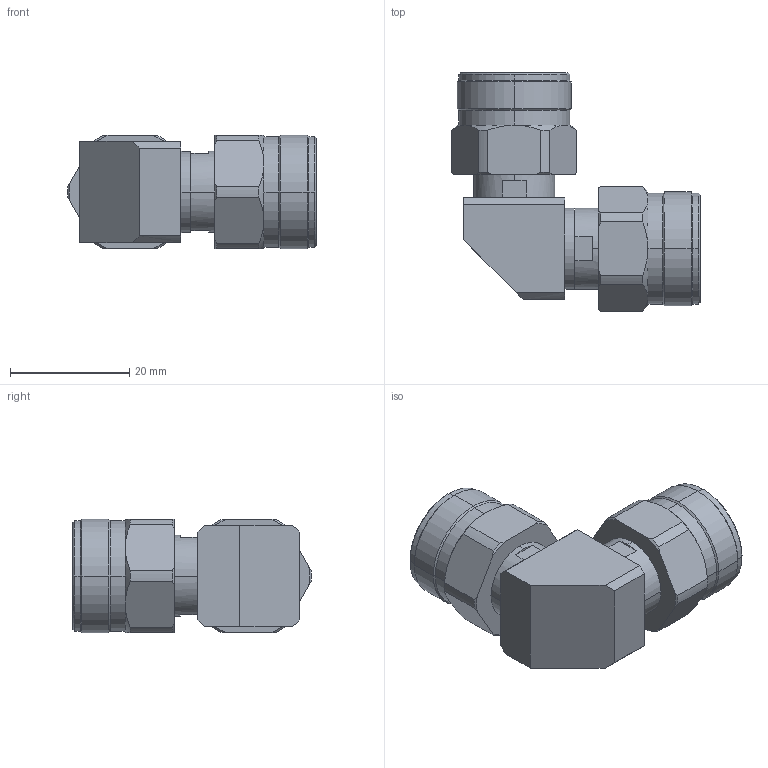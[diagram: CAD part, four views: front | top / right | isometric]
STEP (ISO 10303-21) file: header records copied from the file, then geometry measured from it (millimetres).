
FILE_DESCRIPTION (( 'STEP AP214' ), '1' );
FILE_NAME ('FMAD1574_3D.STEP', '2022-08-04T03:29:29', ( '' ), ( '' ), 'SwSTEP 2.0', 'SolidWorks 2021', '' );
FILE_SCHEMA (( 'AUTOMOTIVE_DESIGN' ));
Length unit declared in the file: millimetre
Products named in the file (3): FMAD1574_3D; Copy of ALS-N3N8-18-2--N3^FMAD1574; Copy of ALS-N3N8-18-3-RIGHT^FMAD1574
Assembly tree (3 placements, depth 2):
  FMAD1574_3D
    Copy of ALS-N3N8-18-3-RIGHT^FMAD1574
    Copy of ALS-N3N8-18-2--N3^FMAD1574  x2
Bounding box: 41.7 x 40 x 19.1 mm (x, y, z)
Volume: 12099.8 mm3; surface area: 7588.9 mm2
Topology: 3 solids, 3 shells, 223 faces, 516 edges, 318 vertices
Faces by surface type: cylinder 103, cone 70, plane 50
Entity records: 3549 total; most frequent: CARTESIAN_POINT 662, DIRECTION 637, ORIENTED_EDGE 552, EDGE_CURVE 276, AXIS2_PLACEMENT_3D 262, VERTEX_POINT 171, CIRCLE 137, EDGE_LOOP 129
